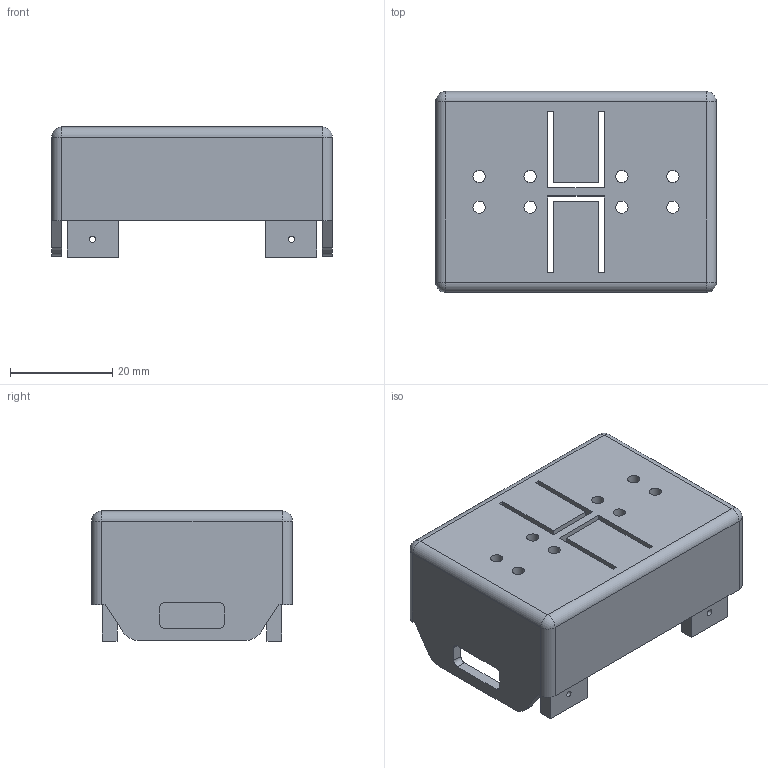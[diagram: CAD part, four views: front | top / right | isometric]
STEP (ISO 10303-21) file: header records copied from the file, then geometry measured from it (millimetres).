
FILE_DESCRIPTION(('FreeCAD Model'),'2;1');
FILE_NAME('Open CASCADE Shape Model','2024-06-28T21:09:54',(''),(''), 'Open CASCADE STEP processor 7.6','FreeCAD','Unknown');
FILE_SCHEMA(('AUTOMOTIVE_DESIGN { 1 0 10303 214 1 1 1 1 }'));
Length unit declared in the file: millimetre
Products named in the file (1): Fillet002
Bounding box: 55 x 39.4 x 25.5 mm (x, y, z)
Volume: 13828.5 mm3; surface area: 12606.7 mm2
Topology: 1 solids, 1 shells, 136 faces, 380 edges, 248 vertices
Faces by surface type: plane 92, cylinder 40, sphere 4
Full cylindrical faces by diameter (mm): 1.2 x4, 2.2 x4, 2.4 x8
Entity records: 4432 total; most frequent: CARTESIAN_POINT 765, ORIENTED_EDGE 760, DIRECTION 742, EDGE_CURVE 380, LINE 292, VECTOR 292, VERTEX_POINT 248, AXIS2_PLACEMENT_3D 225
